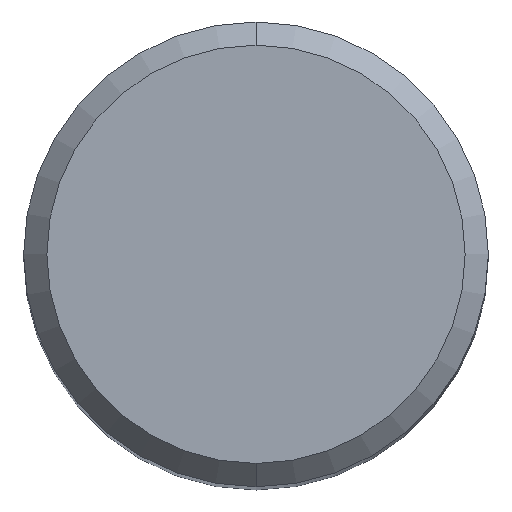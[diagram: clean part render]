
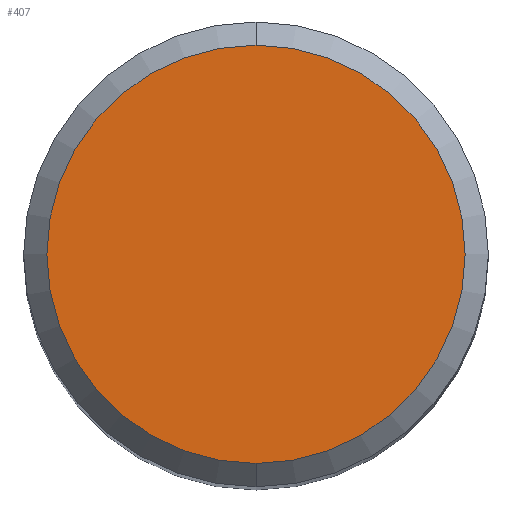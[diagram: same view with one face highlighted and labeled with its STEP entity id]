
A CAD part, top view. The second image highlights one B-rep face of the part: STEP entity #407.
In plain terms, the highlighted planar face has unit normal (0, 0, 1).
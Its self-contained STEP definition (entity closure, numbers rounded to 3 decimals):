
#205=EDGE_CURVE('',#379,#381,#508,.T.);
#313=EDGE_CURVE('',#381,#379,#633,.T.);
#379=VERTEX_POINT('',#703);
#381=VERTEX_POINT('',#705);
#407=ADVANCED_FACE('',(#732),#733,.T.);
#508=CIRCLE('',#881,4.5);
#633=CIRCLE('',#1139,4.5);
#703=CARTESIAN_POINT('',(0.0,4.5,0.0));
#705=CARTESIAN_POINT('',(0.,-4.5,0.0));
#732=FACE_OUTER_BOUND('',#1351,.T.);
#733=PLANE('',#1352);
#881=AXIS2_PLACEMENT_3D('',#1484,#1485,#1486);
#1139=AXIS2_PLACEMENT_3D('',#1666,#1667,#1668);
#1351=EDGE_LOOP('',(#1752,#1753));
#1352=AXIS2_PLACEMENT_3D('',#1754,#1755,#1756);
#1484=CARTESIAN_POINT('',(0.0,0.0,0.0));
#1485=DIRECTION('',(0.0,0.0,-1.0));
#1486=DIRECTION('',(0.0,1.0,0.0));
#1666=CARTESIAN_POINT('',(0.0,0.0,0.0));
#1667=DIRECTION('',(0.0,0.0,-1.0));
#1668=DIRECTION('',(0.0,1.0,0.0));
#1752=ORIENTED_EDGE('',*,*,#205,.F.);
#1753=ORIENTED_EDGE('',*,*,#313,.F.);
#1754=CARTESIAN_POINT('',(0.0,2.25,0.0));
#1755=DIRECTION('',(-0.0,0.0,1.0));
#1756=DIRECTION('',(0.0,-1.0,0.0));
